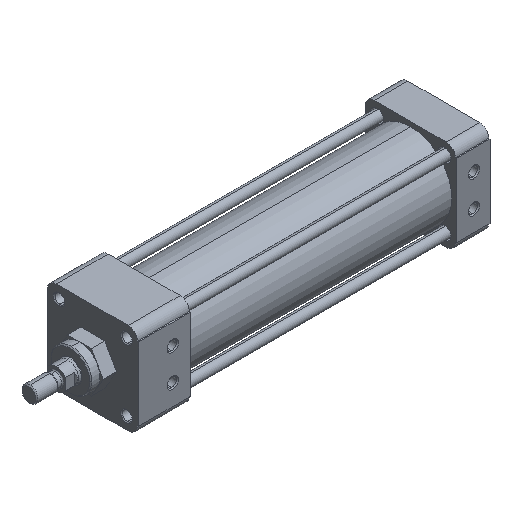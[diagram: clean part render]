
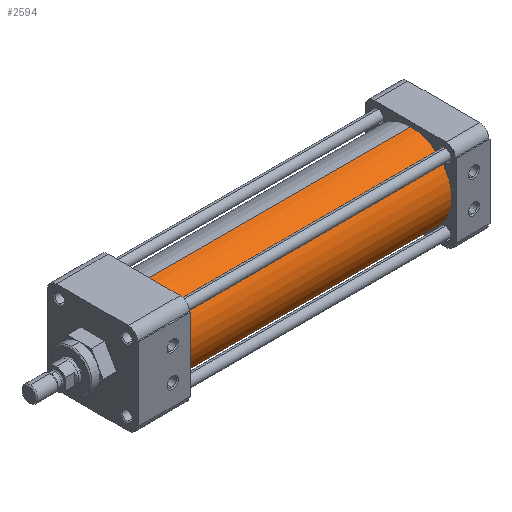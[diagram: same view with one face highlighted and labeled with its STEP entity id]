
A CAD part, isometric view. The second image highlights one B-rep face of the part: STEP entity #2594.
In plain terms, the highlighted cylindrical face has radius 28.575 mm (diameter 57.15 mm), a partial arc.
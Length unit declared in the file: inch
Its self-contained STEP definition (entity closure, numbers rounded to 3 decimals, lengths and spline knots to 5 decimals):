
#798 = CARTESIAN_POINT ( 'NONE',  ( 8.701, 0., -1.125 ) ) ;
#1212 = FACE_OUTER_BOUND ( 'NONE', #14198, .T. ) ;
#1344 = EDGE_CURVE ( 'NONE', #1563, #7083, #6912, .T. ) ;
#1563 = VERTEX_POINT ( 'NONE', #3947 ) ;
#1926 = VECTOR ( 'NONE', #12047, 39.37008 ) ;
#2594 = ADVANCED_FACE ( 'NONE', ( #1212 ), #5777, .T. ) ;
#3136 = EDGE_CURVE ( 'NONE', #8475, #11341, #13052, .T. ) ;
#3340 = CARTESIAN_POINT ( 'NONE',  ( 8.701, 0., 0. ) ) ;
#3905 = DIRECTION ( 'NONE',  ( -1., 0., 0. ) ) ;
#3914 = CARTESIAN_POINT ( 'NONE',  ( 1.42, 0., 0. ) ) ;
#3947 = CARTESIAN_POINT ( 'NONE',  ( 1.42, 0., 1.125 ) ) ;
#4250 = CARTESIAN_POINT ( 'NONE',  ( 8.701, 0., 1.125 ) ) ;
#5387 = AXIS2_PLACEMENT_3D ( 'NONE', #10600, #3905, #11710 ) ;
#5539 = DIRECTION ( 'NONE',  ( 1., 0., 0. ) ) ;
#5580 = VECTOR ( 'NONE', #10543, 39.37008 ) ;
#5777 = CYLINDRICAL_SURFACE ( 'NONE', #13787, 1.125 ) ;
#5905 = CARTESIAN_POINT ( 'NONE',  ( 1.42, 0., -1.125 ) ) ;
#6912 = CIRCLE ( 'NONE', #13075, 1.125 ) ;
#7083 = VERTEX_POINT ( 'NONE', #5905 ) ;
#8475 = VERTEX_POINT ( 'NONE', #798 ) ;
#9154 = EDGE_CURVE ( 'NONE', #1563, #11341, #13441, .T. ) ;
#9627 = ORIENTED_EDGE ( 'NONE', *, *, #9154, .F. ) ;
#10176 = ORIENTED_EDGE ( 'NONE', *, *, #11650, .T. ) ;
#10543 = DIRECTION ( 'NONE',  ( 1., 0., 0. ) ) ;
#10600 = CARTESIAN_POINT ( 'NONE',  ( 8.701, 0., 0. ) ) ;
#11137 = DIRECTION ( 'NONE',  ( 0., 0., -1. ) ) ;
#11161 = CARTESIAN_POINT ( 'NONE',  ( 8.701, 0., 1.125 ) ) ;
#11207 = ORIENTED_EDGE ( 'NONE', *, *, #1344, .T. ) ;
#11341 = VERTEX_POINT ( 'NONE', #11161 ) ;
#11650 = EDGE_CURVE ( 'NONE', #7083, #8475, #14481, .T. ) ;
#11710 = DIRECTION ( 'NONE',  ( 0., 0., -1. ) ) ;
#11721 = DIRECTION ( 'NONE',  ( 0., 0., -1. ) ) ;
#12047 = DIRECTION ( 'NONE',  ( 1., 0., 0. ) ) ;
#12387 = ORIENTED_EDGE ( 'NONE', *, *, #3136, .T. ) ;
#12800 = CARTESIAN_POINT ( 'NONE',  ( 8.701, 0., -1.125 ) ) ;
#12819 = DIRECTION ( 'NONE',  ( 1., 0., 0. ) ) ;
#13052 = CIRCLE ( 'NONE', #5387, 1.125 ) ;
#13075 = AXIS2_PLACEMENT_3D ( 'NONE', #3914, #12819, #11721 ) ;
#13441 = LINE ( 'NONE', #4250, #1926 ) ;
#13787 = AXIS2_PLACEMENT_3D ( 'NONE', #3340, #5539, #11137 ) ;
#14198 = EDGE_LOOP ( 'NONE', ( #9627, #11207, #10176, #12387 ) ) ;
#14481 = LINE ( 'NONE', #12800, #5580 ) ;
